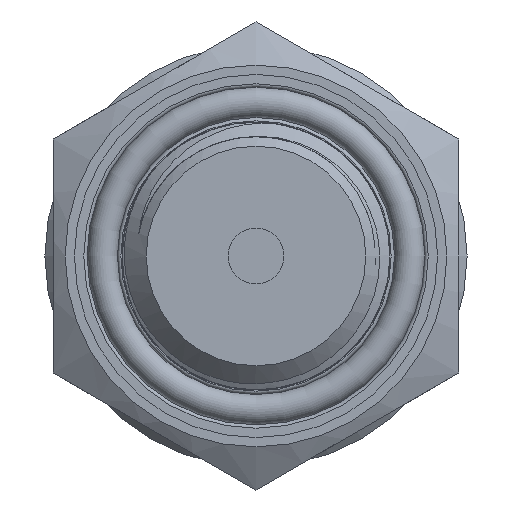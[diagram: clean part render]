
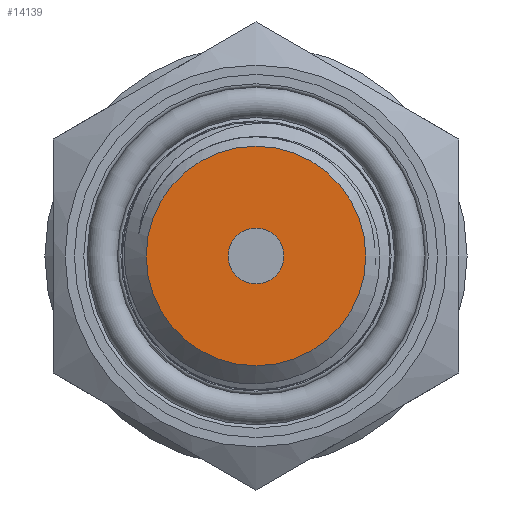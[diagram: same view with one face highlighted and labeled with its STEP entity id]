
A CAD part, left-side view. The second image highlights one B-rep face of the part: STEP entity #14139.
In plain terms, the highlighted planar face has unit normal (-1, 0, 0).
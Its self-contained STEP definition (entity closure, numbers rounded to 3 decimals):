
#158=FACE_BOUND('',#1949,.T.);
#236=PLANE('',#14927);
#1129=FACE_OUTER_BOUND('',#1948,.T.);
#1948=EDGE_LOOP('',(#11066));
#1949=EDGE_LOOP('',(#11067));
#2568=CIRCLE('',#14896,6.5);
#2583=CIRCLE('',#14926,1.65);
#6247=VERTEX_POINT('',#34441);
#6259=VERTEX_POINT('',#35156);
#7986=EDGE_CURVE('',#6247,#6247,#2568,.T.);
#8009=EDGE_CURVE('',#6259,#6259,#2583,.T.);
#11066=ORIENTED_EDGE('',*,*,#7986,.T.);
#11067=ORIENTED_EDGE('',*,*,#8009,.T.);
#14139=ADVANCED_FACE('',(#1129,#158),#236,.T.);
#14896=AXIS2_PLACEMENT_3D('',#34443,#16358,#16359);
#14926=AXIS2_PLACEMENT_3D('',#35157,#16426,#16427);
#14927=AXIS2_PLACEMENT_3D('',#35159,#16429,#16430);
#16358=DIRECTION('center_axis',(-1.,0.,0.));
#16359=DIRECTION('ref_axis',(0.,1.,0.));
#16426=DIRECTION('center_axis',(1.,0.,0.));
#16427=DIRECTION('ref_axis',(0.,0.,-1.));
#16429=DIRECTION('center_axis',(-1.,0.,0.));
#16430=DIRECTION('ref_axis',(0.,0.,1.));
#34441=CARTESIAN_POINT('',(0.,-6.5,0.));
#34443=CARTESIAN_POINT('Origin',(0.,0.,0.));
#35156=CARTESIAN_POINT('',(0.,-1.65,0.));
#35157=CARTESIAN_POINT('Origin',(0.,0.,0.));
#35159=CARTESIAN_POINT('Origin',(0.,8.,0.));
